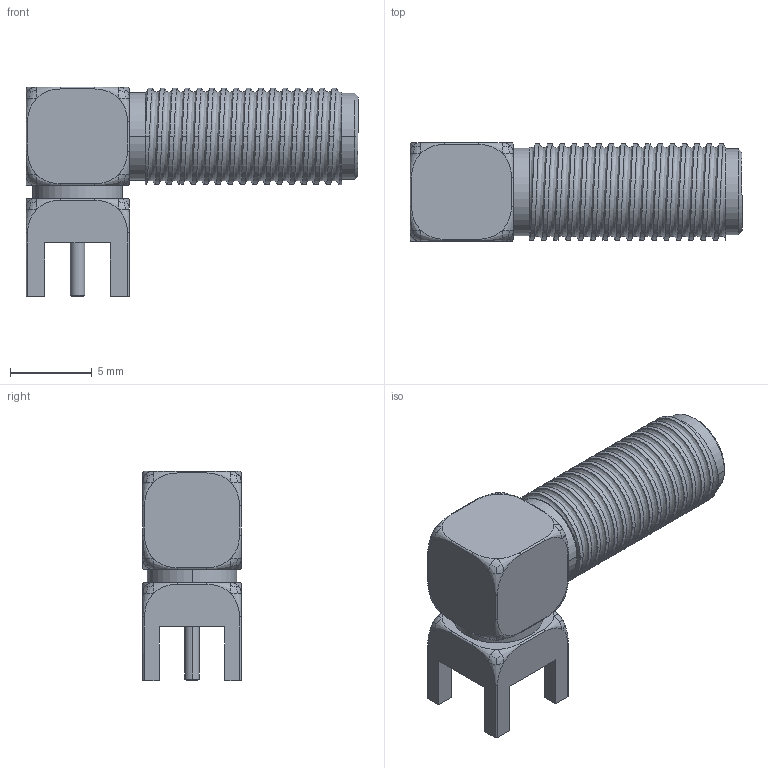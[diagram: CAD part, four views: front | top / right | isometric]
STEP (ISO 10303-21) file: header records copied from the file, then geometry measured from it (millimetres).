
FILE_DESCRIPTION (( 'STEP AP214' ), '1' );
FILE_NAME ('SMA-TH_SMA-KWE-20.step', '2022-07-15T04:41:09', ( '' ), ( '' ), 'SwSTEP 2.0', 'SolidWorks 2020', '' );
FILE_SCHEMA (( 'AUTOMOTIVE_DESIGN' ));
Length unit declared in the file: millimetre
Products named in the file (1): SMA-TH_SMA-KWE-20
Bounding box: 20.3 x 6 x 12.8 mm (x, y, z)
Volume: 677.3 mm3; surface area: 747.1 mm2
Topology: 14 solids, 14 shells, 469 faces, 1232 edges, 808 vertices
Faces by surface type: plane 209, bspline 185, cylinder 67, cone 6, torus 2
Entity records: 27304 total; most frequent: CARTESIAN_POINT 12004, ORIENTED_EDGE 2462, DIRECTION 1333, EDGE_CURVE 1231, VERTEX_POINT 806, VECTOR 675, LINE 675, EDGE_LOOP 497
